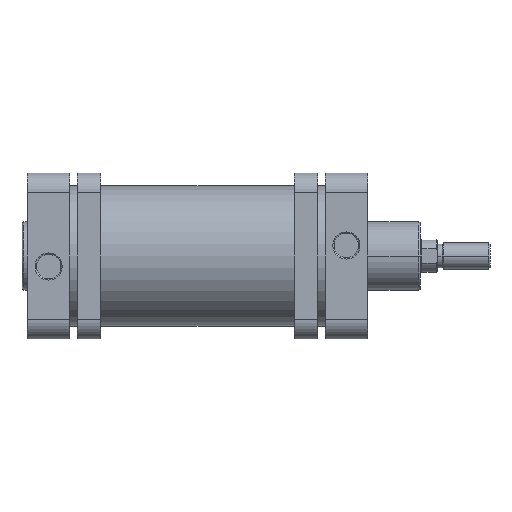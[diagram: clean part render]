
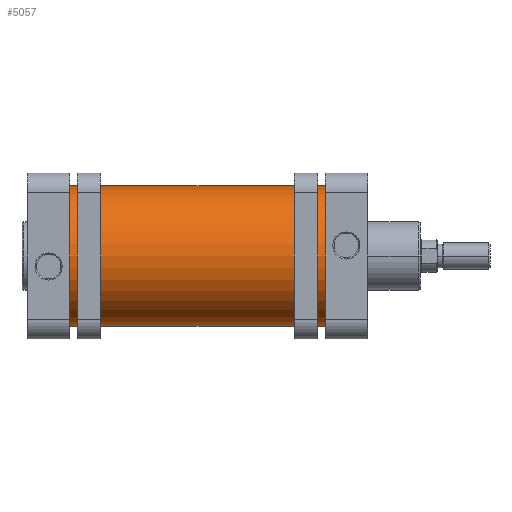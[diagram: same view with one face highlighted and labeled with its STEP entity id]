
A CAD part, front view. The second image highlights one B-rep face of the part: STEP entity #5057.
In plain terms, the highlighted cylindrical face has radius 53.5 mm (diameter 107 mm), a partial arc.
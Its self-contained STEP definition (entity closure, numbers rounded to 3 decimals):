
#39 = CIRCLE ( 'NONE', #3336, 53.5 ) ;
#93 = CIRCLE ( 'NONE', #3342, 53.5 ) ;
#203 = VECTOR ( 'NONE', #3832, 1000. ) ;
#205 = LINE ( 'NONE', #3833, #208 ) ;
#208 = VECTOR ( 'NONE', #3840, 1000. ) ;
#752 = CARTESIAN_POINT ( 'NONE',  ( 53.5, 0., 194. ) ) ;
#773 = CARTESIAN_POINT ( 'NONE',  ( 53.5, 0., 0. ) ) ;
#777 = CARTESIAN_POINT ( 'NONE',  ( -53.5, 0., 194. ) ) ;
#788 = CARTESIAN_POINT ( 'NONE',  ( -53.5, 0., 0. ) ) ;
#797 = VERTEX_POINT ( 'NONE', #788 ) ;
#800 = VERTEX_POINT ( 'NONE', #777 ) ;
#804 = VERTEX_POINT ( 'NONE', #773 ) ;
#825 = VERTEX_POINT ( 'NONE', #752 ) ;
#1244 = FACE_OUTER_BOUND ( 'NONE', #1863, .T. ) ;
#1247 = CYLINDRICAL_SURFACE ( 'NONE', #3514, 53.5 ) ;
#1744 = LINE ( 'NONE', #3831, #203 ) ;
#1863 = EDGE_LOOP ( 'NONE', ( #2252, #2251, #2250, #2249 ) ) ;
#2249 = ORIENTED_EDGE ( 'NONE', *, *, #3075, .T. ) ;
#2250 = ORIENTED_EDGE ( 'NONE', *, *, #3069, .T. ) ;
#2251 = ORIENTED_EDGE ( 'NONE', *, *, #3073, .F. ) ;
#2252 = ORIENTED_EDGE ( 'NONE', *, *, #3066, .F. ) ;
#3066 = EDGE_CURVE ( 'NONE', #825, #804, #1744, .T. ) ;
#3069 = EDGE_CURVE ( 'NONE', #800, #797, #205, .T. ) ;
#3073 = EDGE_CURVE ( 'NONE', #800, #825, #39, .T. ) ;
#3075 = EDGE_CURVE ( 'NONE', #797, #804, #93, .T. ) ;
#3336 = AXIS2_PLACEMENT_3D ( 'NONE', #3849, #3851, #3852 ) ;
#3342 = AXIS2_PLACEMENT_3D ( 'NONE', #3850, #3857, #3858 ) ;
#3514 = AXIS2_PLACEMENT_3D ( 'NONE', #4536, #4535, #4534 ) ;
#3831 = CARTESIAN_POINT ( 'NONE',  ( 53.5, 0., 194. ) ) ;
#3832 = DIRECTION ( 'NONE',  ( 0., 0., -1. ) ) ;
#3833 = CARTESIAN_POINT ( 'NONE',  ( -53.5, 0., 194. ) ) ;
#3840 = DIRECTION ( 'NONE',  ( 0., 0., -1. ) ) ;
#3849 = CARTESIAN_POINT ( 'NONE',  ( 0., 0., 194. ) ) ;
#3850 = CARTESIAN_POINT ( 'NONE',  ( 0., 0., 0. ) ) ;
#3851 = DIRECTION ( 'NONE',  ( 0., 0., 1. ) ) ;
#3852 = DIRECTION ( 'NONE',  ( 1., 0., 0. ) ) ;
#3857 = DIRECTION ( 'NONE',  ( 0., 0., 1. ) ) ;
#3858 = DIRECTION ( 'NONE',  ( 1., 0., 0. ) ) ;
#4534 = DIRECTION ( 'NONE',  ( -1., 0., 0. ) ) ;
#4535 = DIRECTION ( 'NONE',  ( 0., 0., -1. ) ) ;
#4536 = CARTESIAN_POINT ( 'NONE',  ( 0., 0., 194. ) ) ;
#5057 = ADVANCED_FACE ( 'NONE', ( #1244 ), #1247, .T. ) ;
